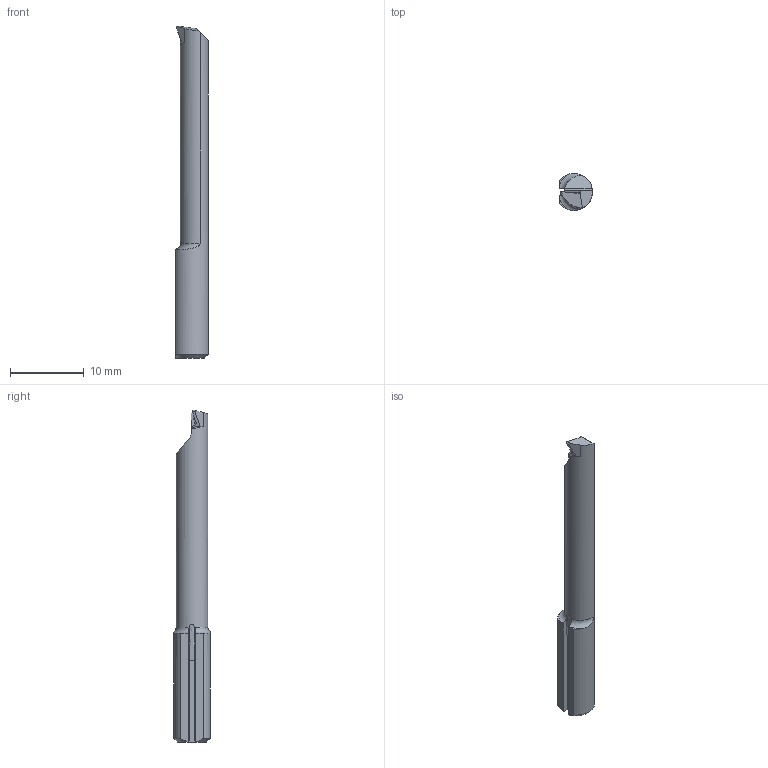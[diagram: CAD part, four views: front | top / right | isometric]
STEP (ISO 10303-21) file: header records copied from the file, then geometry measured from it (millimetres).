
FILE_DESCRIPTION (( 'STEP AP203' ), '1' );
FILE_NAME ('L050.5-30.step', '2023-12-22T09:42:40', ( '' ), ( '' ), 'SwSTEP 2.0', 'SolidWorks 2022', '' );
FILE_SCHEMA (( 'CONFIG_CONTROL_DESIGN' ));
Length unit declared in the file: millimetre
Products named in the file (1): L050.5-30
Bounding box: 4.45 x 5 x 45 mm (x, y, z)
Volume: 613.4 mm3; surface area: 647.2 mm2
Topology: 1 solids, 1 shells, 32 faces, 90 edges, 59 vertices
Faces by surface type: plane 16, cylinder 9, torus 5, cone 1, bspline 1
Entity records: 1208 total; most frequent: CARTESIAN_POINT 382, ORIENTED_EDGE 178, DIRECTION 133, EDGE_CURVE 89, VERTEX_POINT 59, AXIS2_PLACEMENT_3D 50, VECTOR 33, LINE 33
